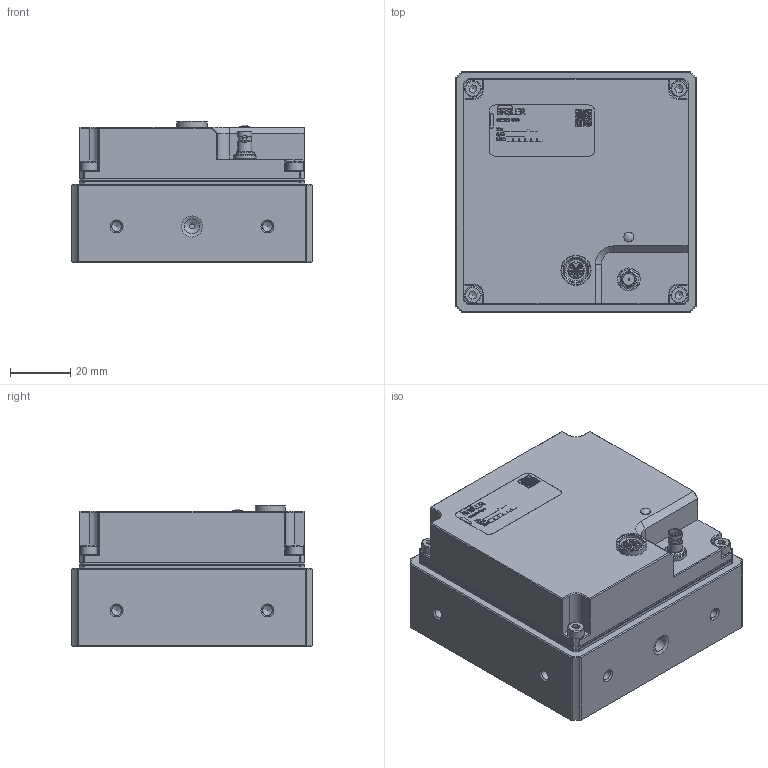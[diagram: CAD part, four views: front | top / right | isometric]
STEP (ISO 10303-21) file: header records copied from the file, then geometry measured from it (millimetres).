
FILE_DESCRIPTION(/* description */ (''),/* implementation_level */ '2;1');
FILE_NAME(/* name */ '027759.stp',/* time_stamp */ '2019-11-25T13:00:13+01:00',/* author */ ('JobServer'),/* organization */ (''),/* preprocessor_version */ 'ST-DEVELOPER v16.13',/* originating_system */ 'Autodesk Inventor 2018',/* authorisation */ '');
FILE_SCHEMA (('CONFIG_CONTROL_DESIGN'));
Length unit declared in the file: millimetre
Products named in the file (1): 027759
Bounding box: 80 x 80 x 46.85 mm (x, y, z)
Volume: 234804.4 mm3; surface area: 30908.5 mm2
Topology: 1 solids, 8 shells, 1018 faces, 2887 edges, 1998 vertices
Faces by surface type: plane 677, cone 162, cylinder 144, torus 29, bspline 5, sphere 1
Full cylindrical faces by diameter (mm): 0.5 x1, 1.3 x2, 1.4 x6, 2.013 x4, 2.8 x1, 3 x1, 3.2 x1, 3.242 x12, 3.3 x1, 4 x1, 4.55 x2, 4.978 x1, 5.5 x4, 6.6 x1, 6.917 x1, 7.52 x1, 8.1 x1, 10 x1, 46.7 x1
Entity records: 34969 total; most frequent: CARTESIAN_POINT 7929, ORIENTED_EDGE 5666, DIRECTION 4940, EDGE_CURVE 2747, VERTEX_POINT 1954, LINE 1884, VECTOR 1884, AXIS2_PLACEMENT_3D 1528
